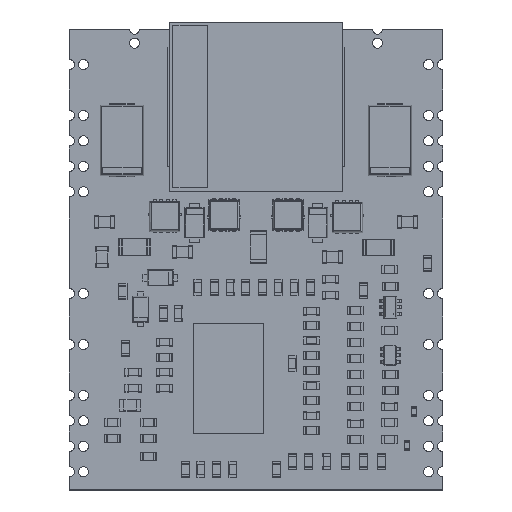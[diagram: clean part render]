
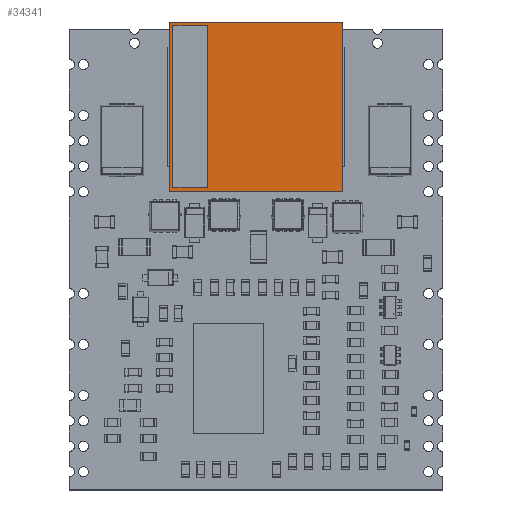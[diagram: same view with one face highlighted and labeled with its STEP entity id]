
A CAD part, top view. The second image highlights one B-rep face of the part: STEP entity #34341.
In plain terms, the highlighted planar face has unit normal (0, 0, 1).
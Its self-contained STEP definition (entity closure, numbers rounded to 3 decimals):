
#34341 = ADVANCED_FACE('',(#34342),#34356,.T.);
#34342 = FACE_BOUND('',#34343,.T.);
#34343 = EDGE_LOOP('',(#34344,#34379,#34407,#34435));
#34344 = ORIENTED_EDGE('',*,*,#34345,.F.);
#34345 = EDGE_CURVE('',#34346,#34348,#34350,.T.);
#34346 = VERTEX_POINT('',#34347);
#34347 = CARTESIAN_POINT('',(8.641,-8.446,6.706));
#34348 = VERTEX_POINT('',#34349);
#34349 = CARTESIAN_POINT('',(-8.641,-8.446,6.706));
#34350 = SURFACE_CURVE('',#34351,(#34355,#34367),.PCURVE_S1.);
#34351 = LINE('',#34352,#34353);
#34352 = CARTESIAN_POINT('',(8.641,-8.446,6.706));
#34353 = VECTOR('',#34354,1.);
#34354 = DIRECTION('',(-1.,0.,0.));
#34355 = PCURVE('',#34356,#34361);
#34356 = PLANE('',#34357);
#34357 = AXIS2_PLACEMENT_3D('',#34358,#34359,#34360);
#34358 = CARTESIAN_POINT('',(-8.641,-8.446,6.706));
#34359 = DIRECTION('',(0.,0.,1.));
#34360 = DIRECTION('',(0.,1.,0.));
#34361 = DEFINITIONAL_REPRESENTATION('',(#34362),#34366);
#34362 = LINE('',#34363,#34364);
#34363 = CARTESIAN_POINT('',(0.,-17.282));
#34364 = VECTOR('',#34365,1.);
#34365 = DIRECTION('',(0.,1.));
#34366 = ( GEOMETRIC_REPRESENTATION_CONTEXT(2) 
PARAMETRIC_REPRESENTATION_CONTEXT() REPRESENTATION_CONTEXT('2D SPACE',''
  ) );
#34367 = PCURVE('',#34368,#34373);
#34368 = PLANE('',#34369);
#34369 = AXIS2_PLACEMENT_3D('',#34370,#34371,#34372);
#34370 = CARTESIAN_POINT('',(-8.641,-8.446,3.213));
#34371 = DIRECTION('',(0.,-1.,0.));
#34372 = DIRECTION('',(0.,0.,1.));
#34373 = DEFINITIONAL_REPRESENTATION('',(#34374),#34378);
#34374 = LINE('',#34375,#34376);
#34375 = CARTESIAN_POINT('',(3.493,-17.282));
#34376 = VECTOR('',#34377,1.);
#34377 = DIRECTION('',(0.,1.));
#34378 = ( GEOMETRIC_REPRESENTATION_CONTEXT(2) 
PARAMETRIC_REPRESENTATION_CONTEXT() REPRESENTATION_CONTEXT('2D SPACE',''
  ) );
#34379 = ORIENTED_EDGE('',*,*,#34380,.F.);
#34380 = EDGE_CURVE('',#34381,#34346,#34383,.T.);
#34381 = VERTEX_POINT('',#34382);
#34382 = CARTESIAN_POINT('',(8.641,8.446,6.706));
#34383 = SURFACE_CURVE('',#34384,(#34388,#34395),.PCURVE_S1.);
#34384 = LINE('',#34385,#34386);
#34385 = CARTESIAN_POINT('',(8.641,8.446,6.706));
#34386 = VECTOR('',#34387,1.);
#34387 = DIRECTION('',(0.,-1.,0.));
#34388 = PCURVE('',#34356,#34389);
#34389 = DEFINITIONAL_REPRESENTATION('',(#34390),#34394);
#34390 = LINE('',#34391,#34392);
#34391 = CARTESIAN_POINT('',(16.892,-17.282));
#34392 = VECTOR('',#34393,1.);
#34393 = DIRECTION('',(-1.,0.));
#34394 = ( GEOMETRIC_REPRESENTATION_CONTEXT(2) 
PARAMETRIC_REPRESENTATION_CONTEXT() REPRESENTATION_CONTEXT('2D SPACE',''
  ) );
#34395 = PCURVE('',#34396,#34401);
#34396 = PLANE('',#34397);
#34397 = AXIS2_PLACEMENT_3D('',#34398,#34399,#34400);
#34398 = CARTESIAN_POINT('',(8.641,-8.446,3.213));
#34399 = DIRECTION('',(1.,0.,0.));
#34400 = DIRECTION('',(0.,0.,1.));
#34401 = DEFINITIONAL_REPRESENTATION('',(#34402),#34406);
#34402 = LINE('',#34403,#34404);
#34403 = CARTESIAN_POINT('',(3.493,-16.892));
#34404 = VECTOR('',#34405,1.);
#34405 = DIRECTION('',(0.,1.));
#34406 = ( GEOMETRIC_REPRESENTATION_CONTEXT(2) 
PARAMETRIC_REPRESENTATION_CONTEXT() REPRESENTATION_CONTEXT('2D SPACE',''
  ) );
#34407 = ORIENTED_EDGE('',*,*,#34408,.F.);
#34408 = EDGE_CURVE('',#34409,#34381,#34411,.T.);
#34409 = VERTEX_POINT('',#34410);
#34410 = CARTESIAN_POINT('',(-8.641,8.446,6.706));
#34411 = SURFACE_CURVE('',#34412,(#34416,#34423),.PCURVE_S1.);
#34412 = LINE('',#34413,#34414);
#34413 = CARTESIAN_POINT('',(-8.641,8.446,6.706));
#34414 = VECTOR('',#34415,1.);
#34415 = DIRECTION('',(1.,0.,0.));
#34416 = PCURVE('',#34356,#34417);
#34417 = DEFINITIONAL_REPRESENTATION('',(#34418),#34422);
#34418 = LINE('',#34419,#34420);
#34419 = CARTESIAN_POINT('',(16.892,0.));
#34420 = VECTOR('',#34421,1.);
#34421 = DIRECTION('',(0.,-1.));
#34422 = ( GEOMETRIC_REPRESENTATION_CONTEXT(2) 
PARAMETRIC_REPRESENTATION_CONTEXT() REPRESENTATION_CONTEXT('2D SPACE',''
  ) );
#34423 = PCURVE('',#34424,#34429);
#34424 = PLANE('',#34425);
#34425 = AXIS2_PLACEMENT_3D('',#34426,#34427,#34428);
#34426 = CARTESIAN_POINT('',(8.641,8.446,3.213));
#34427 = DIRECTION('',(0.,1.,0.));
#34428 = DIRECTION('',(0.,-0.,1.));
#34429 = DEFINITIONAL_REPRESENTATION('',(#34430),#34434);
#34430 = LINE('',#34431,#34432);
#34431 = CARTESIAN_POINT('',(3.493,-17.282));
#34432 = VECTOR('',#34433,1.);
#34433 = DIRECTION('',(0.,1.));
#34434 = ( GEOMETRIC_REPRESENTATION_CONTEXT(2) 
PARAMETRIC_REPRESENTATION_CONTEXT() REPRESENTATION_CONTEXT('2D SPACE',''
  ) );
#34435 = ORIENTED_EDGE('',*,*,#34436,.F.);
#34436 = EDGE_CURVE('',#34348,#34409,#34437,.T.);
#34437 = SURFACE_CURVE('',#34438,(#34442,#34449),.PCURVE_S1.);
#34438 = LINE('',#34439,#34440);
#34439 = CARTESIAN_POINT('',(-8.641,-8.446,6.706));
#34440 = VECTOR('',#34441,1.);
#34441 = DIRECTION('',(0.,1.,0.));
#34442 = PCURVE('',#34356,#34443);
#34443 = DEFINITIONAL_REPRESENTATION('',(#34444),#34448);
#34444 = LINE('',#34445,#34446);
#34445 = CARTESIAN_POINT('',(0.,0.));
#34446 = VECTOR('',#34447,1.);
#34447 = DIRECTION('',(1.,0.));
#34448 = ( GEOMETRIC_REPRESENTATION_CONTEXT(2) 
PARAMETRIC_REPRESENTATION_CONTEXT() REPRESENTATION_CONTEXT('2D SPACE',''
  ) );
#34449 = PCURVE('',#34450,#34455);
#34450 = PLANE('',#34451);
#34451 = AXIS2_PLACEMENT_3D('',#34452,#34453,#34454);
#34452 = CARTESIAN_POINT('',(-8.641,8.446,3.213));
#34453 = DIRECTION('',(-1.,0.,0.));
#34454 = DIRECTION('',(0.,0.,1.));
#34455 = DEFINITIONAL_REPRESENTATION('',(#34456),#34460);
#34456 = LINE('',#34457,#34458);
#34457 = CARTESIAN_POINT('',(3.493,-16.892));
#34458 = VECTOR('',#34459,1.);
#34459 = DIRECTION('',(0.,1.));
#34460 = ( GEOMETRIC_REPRESENTATION_CONTEXT(2) 
PARAMETRIC_REPRESENTATION_CONTEXT() REPRESENTATION_CONTEXT('2D SPACE',''
  ) );
